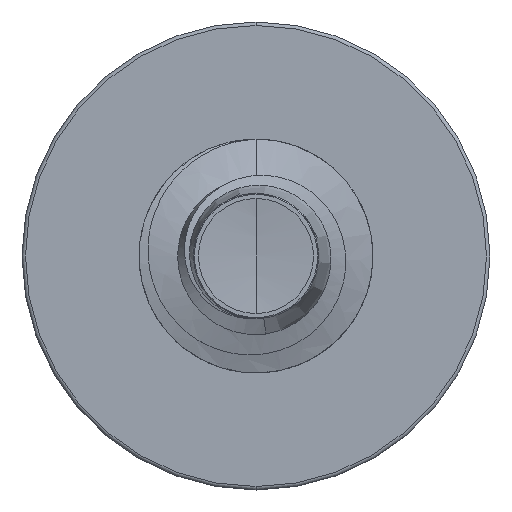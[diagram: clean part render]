
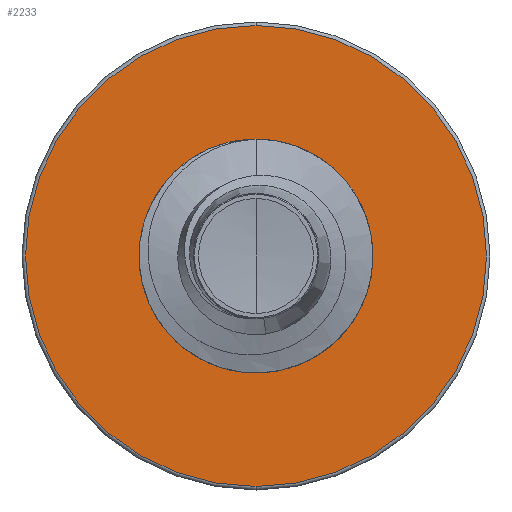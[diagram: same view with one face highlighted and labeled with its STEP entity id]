
A CAD part, front view. The second image highlights one B-rep face of the part: STEP entity #2233.
In plain terms, the highlighted planar face has unit normal (0, -1, 0).
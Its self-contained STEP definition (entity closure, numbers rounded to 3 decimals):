
#31 = ORIENTED_EDGE ( 'NONE', *, *, #9188, .F. ) ;
#51 = DIRECTION ( 'NONE',  ( 0., 0., 1. ) ) ;
#222 = VERTEX_POINT ( 'NONE', #4987 ) ;
#732 = DIRECTION ( 'NONE',  ( 0., 1., 0. ) ) ;
#1356 = ORIENTED_EDGE ( 'NONE', *, *, #4740, .T. ) ;
#1378 = DIRECTION ( 'NONE',  ( 0., 1., 0. ) ) ;
#1450 = ORIENTED_EDGE ( 'NONE', *, *, #8423, .T. ) ;
#2137 = AXIS2_PLACEMENT_3D ( 'NONE', #7882, #2149, #8853 ) ;
#2149 = DIRECTION ( 'NONE',  ( 0., 1., 0. ) ) ;
#2217 = EDGE_LOOP ( 'NONE', ( #31, #5424 ) ) ;
#2233 = ADVANCED_FACE ( 'NONE', ( #5663, #12341 ), #3305, .F. ) ;
#2636 = AXIS2_PLACEMENT_3D ( 'NONE', #11221, #5529, #12163 ) ;
#3305 = PLANE ( 'NONE',  #4906 ) ;
#3396 = CIRCLE ( 'NONE', #2137, 2.842 ) ;
#4740 = EDGE_CURVE ( 'NONE', #222, #8059, #3396, .T. ) ;
#4906 = AXIS2_PLACEMENT_3D ( 'NONE', #10923, #1378, #8098 ) ;
#4926 = CARTESIAN_POINT ( 'NONE',  ( 0., 11., -2.842 ) ) ;
#4987 = CARTESIAN_POINT ( 'NONE',  ( 0., 11., 2.842 ) ) ;
#5313 = CIRCLE ( 'NONE', #2636, 5.91 ) ;
#5424 = ORIENTED_EDGE ( 'NONE', *, *, #11812, .F. ) ;
#5529 = DIRECTION ( 'NONE',  ( 0., 1., 0. ) ) ;
#5663 = FACE_OUTER_BOUND ( 'NONE', #2217, .T. ) ;
#5834 = DIRECTION ( 'NONE',  ( 0., 1., 0. ) ) ;
#6440 = VERTEX_POINT ( 'NONE', #9643 ) ;
#6494 = CARTESIAN_POINT ( 'NONE',  ( 0., 11., 0. ) ) ;
#7468 = DIRECTION ( 'NONE',  ( 0., 0., 1. ) ) ;
#7882 = CARTESIAN_POINT ( 'NONE',  ( 0., 11., 0. ) ) ;
#8059 = VERTEX_POINT ( 'NONE', #4926 ) ;
#8098 = DIRECTION ( 'NONE',  ( 0., 0., 1. ) ) ;
#8423 = EDGE_CURVE ( 'NONE', #8059, #222, #10100, .T. ) ;
#8573 = CARTESIAN_POINT ( 'NONE',  ( 0., 11., -5.91 ) ) ;
#8853 = DIRECTION ( 'NONE',  ( 0., 0., 1. ) ) ;
#9188 = EDGE_CURVE ( 'NONE', #6440, #11320, #11427, .T. ) ;
#9643 = CARTESIAN_POINT ( 'NONE',  ( 0., 11., 5.91 ) ) ;
#9755 = AXIS2_PLACEMENT_3D ( 'NONE', #11526, #5834, #51 ) ;
#9987 = AXIS2_PLACEMENT_3D ( 'NONE', #6494, #732, #7468 ) ;
#10100 = CIRCLE ( 'NONE', #9987, 2.842 ) ;
#10923 = CARTESIAN_POINT ( 'NONE',  ( 0., 11., -2.842 ) ) ;
#11221 = CARTESIAN_POINT ( 'NONE',  ( 0., 11., 0. ) ) ;
#11320 = VERTEX_POINT ( 'NONE', #8573 ) ;
#11427 = CIRCLE ( 'NONE', #9755, 5.91 ) ;
#11526 = CARTESIAN_POINT ( 'NONE',  ( 0., 11., 0. ) ) ;
#11812 = EDGE_CURVE ( 'NONE', #11320, #6440, #5313, .T. ) ;
#12045 = EDGE_LOOP ( 'NONE', ( #1356, #1450 ) ) ;
#12163 = DIRECTION ( 'NONE',  ( 0., 0., 1. ) ) ;
#12341 = FACE_BOUND ( 'NONE', #12045, .T. ) ;
